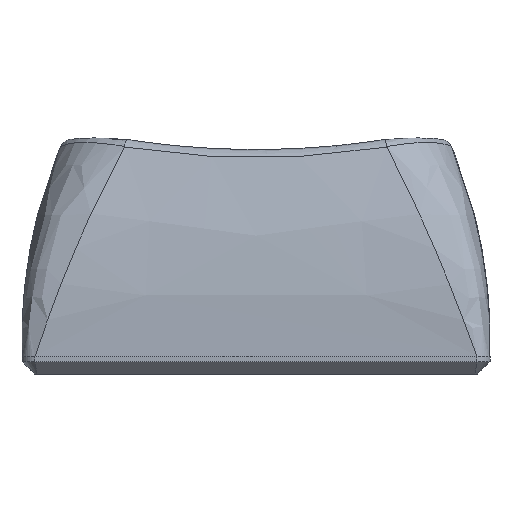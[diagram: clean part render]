
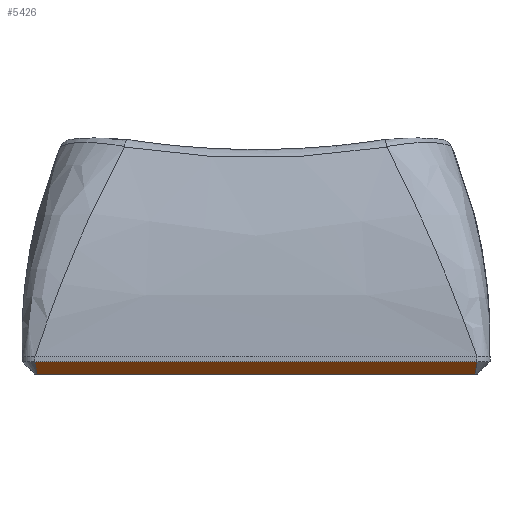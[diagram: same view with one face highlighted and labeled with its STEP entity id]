
A CAD part, front view. The second image highlights one B-rep face of the part: STEP entity #5426.
In plain terms, the highlighted planar face has unit normal (0, -0.707, -0.707).
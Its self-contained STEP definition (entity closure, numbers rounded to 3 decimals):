
#720 = PLANE('',#721);
#721 = AXIS2_PLACEMENT_3D('',#722,#723,#724);
#722 = CARTESIAN_POINT('',(-8.5,-9.,0.672));
#723 = DIRECTION('',(0.,-1.,0.));
#724 = DIRECTION('',(1.,0.,0.));
#1973 = VERTEX_POINT('',#1974);
#1974 = CARTESIAN_POINT('',(-8.5,-9.,0.48));
#2000 = EDGE_CURVE('',#1973,#2001,#2003,.T.);
#2001 = VERTEX_POINT('',#2002);
#2002 = CARTESIAN_POINT('',(8.5,-9.,0.48));
#2003 = SURFACE_CURVE('',#2004,(#2008,#2015),.PCURVE_S1.);
#2004 = LINE('',#2005,#2006);
#2005 = CARTESIAN_POINT('',(-8.5,-9.,0.48));
#2006 = VECTOR('',#2007,1.);
#2007 = DIRECTION('',(1.,0.,0.));
#2008 = PCURVE('',#720,#2009);
#2009 = DEFINITIONAL_REPRESENTATION('',(#2010),#2014);
#2010 = LINE('',#2011,#2012);
#2011 = CARTESIAN_POINT('',(0.,-0.192));
#2012 = VECTOR('',#2013,1.);
#2013 = DIRECTION('',(1.,0.));
#2014 = ( GEOMETRIC_REPRESENTATION_CONTEXT(2) 
PARAMETRIC_REPRESENTATION_CONTEXT() REPRESENTATION_CONTEXT('2D SPACE',''
  ) );
#2015 = PCURVE('',#2016,#2021);
#2016 = PLANE('',#2017);
#2017 = AXIS2_PLACEMENT_3D('',#2018,#2019,#2020);
#2018 = CARTESIAN_POINT('',(-8.5,-8.76,0.24));
#2019 = DIRECTION('',(0.,0.707,0.707)
  );
#2020 = DIRECTION('',(1.,0.,0.));
#2021 = DEFINITIONAL_REPRESENTATION('',(#2022),#2026);
#2022 = LINE('',#2023,#2024);
#2023 = CARTESIAN_POINT('',(0.,-0.339));
#2024 = VECTOR('',#2025,1.);
#2025 = DIRECTION('',(1.,0.));
#2026 = ( GEOMETRIC_REPRESENTATION_CONTEXT(2) 
PARAMETRIC_REPRESENTATION_CONTEXT() REPRESENTATION_CONTEXT('2D SPACE',''
  ) );
#3188 = CONICAL_SURFACE('',#3189,0.7,0.785);
#3189 = AXIS2_PLACEMENT_3D('',#3190,#3191,#3192);
#3190 = CARTESIAN_POINT('',(8.323,-8.323,0.48));
#3191 = DIRECTION('',(-0.,-0.,1.));
#3192 = DIRECTION('',(0.967,-0.253,0.));
#5426 = ADVANCED_FACE('',(#5427),#2016,.F.);
#5427 = FACE_BOUND('',#5428,.F.);
#5428 = EDGE_LOOP('',(#5429,#5464,#5465,#5495));
#5429 = ORIENTED_EDGE('',*,*,#5430,.F.);
#5430 = EDGE_CURVE('',#1973,#5431,#5433,.T.);
#5431 = VERTEX_POINT('',#5432);
#5432 = CARTESIAN_POINT('',(-8.42,-8.52,0.));
#5433 = SURFACE_CURVE('',#5434,(#5439,#5446),.PCURVE_S1.);
#5434 = PARABOLA('',#5435,0.008);
#5435 = AXIS2_PLACEMENT_3D('',#5436,#5437,#5438);
#5436 = CARTESIAN_POINT('',(-8.323,-8.311,
    -0.209));
#5437 = DIRECTION('',(0.,0.707,0.707)
  );
#5438 = DIRECTION('',(0.,-0.707,0.707)
  );
#5439 = PCURVE('',#2016,#5440);
#5440 = DEFINITIONAL_REPRESENTATION('',(#5441),#5445);
#5441 = B_SPLINE_CURVE_WITH_KNOTS('',2,(#5442,#5443,#5444),
  .UNSPECIFIED.,.F.,.F.,(3,3),(-0.177,-0.098),
  .PIECEWISE_BEZIER_KNOTS.);
#5442 = CARTESIAN_POINT('',(0.,-0.339));
#5443 = CARTESIAN_POINT('',(0.04,0.098));
#5444 = CARTESIAN_POINT('',(0.08,0.339));
#5445 = ( GEOMETRIC_REPRESENTATION_CONTEXT(2) 
PARAMETRIC_REPRESENTATION_CONTEXT() REPRESENTATION_CONTEXT('2D SPACE',''
  ) );
#5446 = PCURVE('',#5447,#5452);
#5447 = CONICAL_SURFACE('',#5448,0.7,0.785);
#5448 = AXIS2_PLACEMENT_3D('',#5449,#5450,#5451);
#5449 = CARTESIAN_POINT('',(-8.323,-8.323,0.48));
#5450 = DIRECTION('',(-0.,-0.,1.));
#5451 = DIRECTION('',(-0.253,-0.967,-0.));
#5452 = DEFINITIONAL_REPRESENTATION('',(#5453),#5463);
#5453 = B_SPLINE_CURVE_WITH_KNOTS('',8,(#5454,#5455,#5456,#5457,#5458,
    #5459,#5460,#5461,#5462),.UNSPECIFIED.,.F.,.F.,(9,9),(
    -0.177,-0.098),.PIECEWISE_BEZIER_KNOTS.);
#5454 = CARTESIAN_POINT('',(0.,0.));
#5455 = CARTESIAN_POINT('',(-0.014,-0.077));
#5456 = CARTESIAN_POINT('',(-0.03,-0.15));
#5457 = CARTESIAN_POINT('',(-0.048,-0.217));
#5458 = CARTESIAN_POINT('',(-0.069,-0.28));
#5459 = CARTESIAN_POINT('',(-0.094,-0.337));
#5460 = CARTESIAN_POINT('',(-0.123,-0.39));
#5461 = CARTESIAN_POINT('',(-0.158,-0.437));
#5462 = CARTESIAN_POINT('',(-0.203,-0.48));
#5463 = ( GEOMETRIC_REPRESENTATION_CONTEXT(2) 
PARAMETRIC_REPRESENTATION_CONTEXT() REPRESENTATION_CONTEXT('2D SPACE',''
  ) );
#5464 = ORIENTED_EDGE('',*,*,#2000,.T.);
#5465 = ORIENTED_EDGE('',*,*,#5466,.T.);
#5466 = EDGE_CURVE('',#2001,#5467,#5469,.T.);
#5467 = VERTEX_POINT('',#5468);
#5468 = CARTESIAN_POINT('',(8.42,-8.52,0.));
#5469 = SURFACE_CURVE('',#5470,(#5475,#5482),.PCURVE_S1.);
#5470 = PARABOLA('',#5471,0.008);
#5471 = AXIS2_PLACEMENT_3D('',#5472,#5473,#5474);
#5472 = CARTESIAN_POINT('',(8.323,-8.311,
    -0.209));
#5473 = DIRECTION('',(0.,-0.707,-0.707
    ));
#5474 = DIRECTION('',(0.,-0.707,0.707)
  );
#5475 = PCURVE('',#2016,#5476);
#5476 = DEFINITIONAL_REPRESENTATION('',(#5477),#5481);
#5477 = B_SPLINE_CURVE_WITH_KNOTS('',2,(#5478,#5479,#5480),
  .UNSPECIFIED.,.F.,.F.,(3,3),(-0.177,-0.098),
  .PIECEWISE_BEZIER_KNOTS.);
#5478 = CARTESIAN_POINT('',(17.,-0.339));
#5479 = CARTESIAN_POINT('',(16.96,0.098));
#5480 = CARTESIAN_POINT('',(16.92,0.339));
#5481 = ( GEOMETRIC_REPRESENTATION_CONTEXT(2) 
PARAMETRIC_REPRESENTATION_CONTEXT() REPRESENTATION_CONTEXT('2D SPACE',''
  ) );
#5482 = PCURVE('',#3188,#5483);
#5483 = DEFINITIONAL_REPRESENTATION('',(#5484),#5494);
#5484 = B_SPLINE_CURVE_WITH_KNOTS('',8,(#5485,#5486,#5487,#5488,#5489,
    #5490,#5491,#5492,#5493),.UNSPECIFIED.,.F.,.F.,(9,9),(
    -0.177,-0.098),.PIECEWISE_BEZIER_KNOTS.);
#5485 = CARTESIAN_POINT('',(-1.059,0.));
#5486 = CARTESIAN_POINT('',(-1.045,-0.077));
#5487 = CARTESIAN_POINT('',(-1.029,-0.15));
#5488 = CARTESIAN_POINT('',(-1.01,-0.217));
#5489 = CARTESIAN_POINT('',(-0.99,-0.28));
#5490 = CARTESIAN_POINT('',(-0.965,-0.337));
#5491 = CARTESIAN_POINT('',(-0.936,-0.39));
#5492 = CARTESIAN_POINT('',(-0.901,-0.437));
#5493 = CARTESIAN_POINT('',(-0.856,-0.48));
#5494 = ( GEOMETRIC_REPRESENTATION_CONTEXT(2) 
PARAMETRIC_REPRESENTATION_CONTEXT() REPRESENTATION_CONTEXT('2D SPACE',''
  ) );
#5495 = ORIENTED_EDGE('',*,*,#5496,.F.);
#5496 = EDGE_CURVE('',#5431,#5467,#5497,.T.);
#5497 = SURFACE_CURVE('',#5498,(#5502,#5509),.PCURVE_S1.);
#5498 = LINE('',#5499,#5500);
#5499 = CARTESIAN_POINT('',(-8.5,-8.52,0.));
#5500 = VECTOR('',#5501,1.);
#5501 = DIRECTION('',(1.,0.,0.));
#5502 = PCURVE('',#2016,#5503);
#5503 = DEFINITIONAL_REPRESENTATION('',(#5504),#5508);
#5504 = LINE('',#5505,#5506);
#5505 = CARTESIAN_POINT('',(0.,0.339));
#5506 = VECTOR('',#5507,1.);
#5507 = DIRECTION('',(1.,0.));
#5508 = ( GEOMETRIC_REPRESENTATION_CONTEXT(2) 
PARAMETRIC_REPRESENTATION_CONTEXT() REPRESENTATION_CONTEXT('2D SPACE',''
  ) );
#5509 = PCURVE('',#5510,#5515);
#5510 = PLANE('',#5511);
#5511 = AXIS2_PLACEMENT_3D('',#5512,#5513,#5514);
#5512 = CARTESIAN_POINT('',(8.5,9.,0.));
#5513 = DIRECTION('',(0.,0.,-1.));
#5514 = DIRECTION('',(-1.,0.,0.));
#5515 = DEFINITIONAL_REPRESENTATION('',(#5516),#5520);
#5516 = LINE('',#5517,#5518);
#5517 = CARTESIAN_POINT('',(17.,-17.52));
#5518 = VECTOR('',#5519,1.);
#5519 = DIRECTION('',(-1.,0.));
#5520 = ( GEOMETRIC_REPRESENTATION_CONTEXT(2) 
PARAMETRIC_REPRESENTATION_CONTEXT() REPRESENTATION_CONTEXT('2D SPACE',''
  ) );
